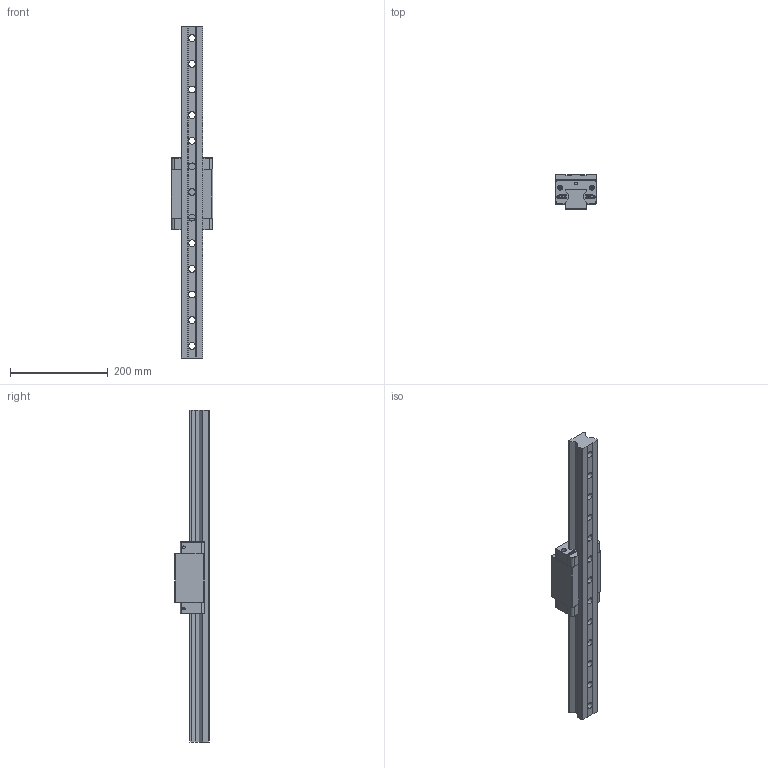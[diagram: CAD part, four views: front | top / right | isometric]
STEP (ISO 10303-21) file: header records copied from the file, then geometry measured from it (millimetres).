
FILE_DESCRIPTION (( 'STEP AP214' ), '1' );
FILE_NAME ('SBR 45 SL_Assembly.STEP', '2020-07-17T02:29:22', ( 'Windows 餌辨濠' ), ( '' ), 'SwSTEP 2.0', 'SolidWorks 2013', '' );
FILE_SCHEMA (( 'AUTOMOTIVE_DESIGN' ));
Length unit declared in the file: millimetre
Products named in the file (4): SBR 45_RAIL; SBR 45 SL_Assembly; SBR 45_END PLATE ; SBR 45 SL_BLOCK
Assembly tree (4 placements, depth 2):
  SBR 45 SL_Assembly
    SBR 45_RAIL
    SBR 45 SL_BLOCK
    SBR 45_END PLATE   x2
Bounding box: 86 x 70 x 680 mm (x, y, z)
Volume: 1456348.5 mm3; surface area: 228827.4 mm2
Topology: 4 solids, 4 shells, 1095 faces, 2852 edges, 1860 vertices
Faces by surface type: plane 647, bspline 266, cylinder 146, cone 36
Entity records: 28856 total; most frequent: CARTESIAN_POINT 11191, ORIENTED_EDGE 3328, DIRECTION 2701, EDGE_CURVE 1664, LINE 1165, VECTOR 1165, VERTEX_POINT 1088, AXIS2_PLACEMENT_3D 768
